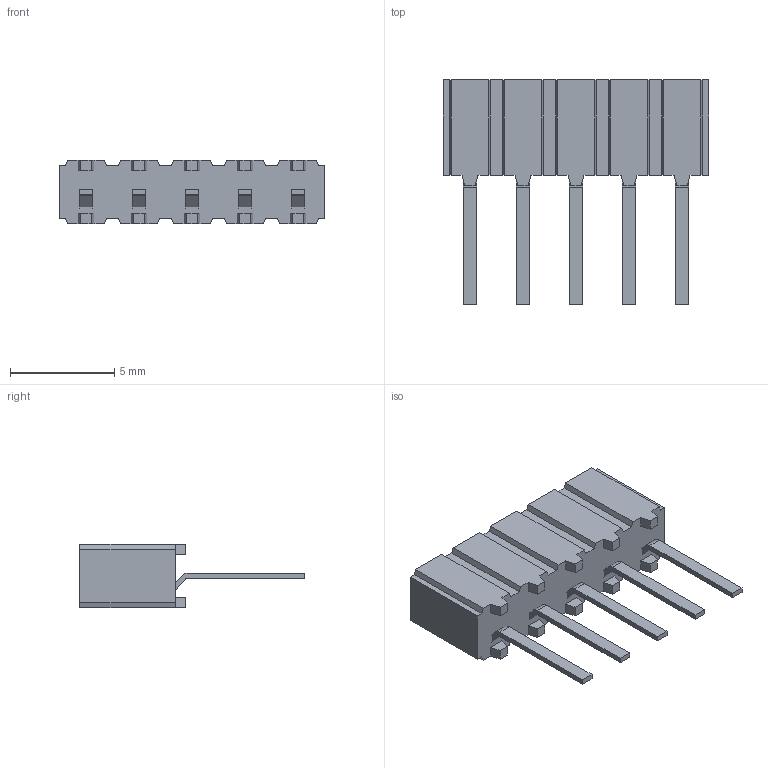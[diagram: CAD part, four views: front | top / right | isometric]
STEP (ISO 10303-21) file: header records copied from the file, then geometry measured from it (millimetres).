
FILE_DESCRIPTION(/* description */ ('STEP AP214'),/* implementation_level */ '2;1');
FILE_NAME(/* name */ 'CES-105-02-T-S',/* time_stamp */ '2024-07-11T04:09:23+02:00',/* author */ ('License CC BY-ND 4.0'),/* organization */ ('CADENAS'),/* preprocessor_version */ 'ST-DEVELOPER v19.3',/* originating_system */ 'PARTsolutions',/* authorisation */ ' ');
FILE_SCHEMA (('AUTOMOTIVE_DESIGN {1 0 10303 214 3 1 1}'));
Length unit declared in the file: inch
Products named in the file (4): CES-105-02-T-S; CES-105-01-S_socket; 010502TS; 010502TS2
Assembly tree (3 placements, depth 2):
  CES-105-02-T-S
    CES-105-01-S_socket
    010502TS
    010502TS2
Bounding box: 12.7 x 10.74 x 3.05 mm (x, y, z)
Volume: 257.9 mm3; surface area: 625.4 mm2
Topology: 3 solids, 3 shells, 193 faces, 516 edges, 344 vertices
Faces by surface type: plane 183, cylinder 10
Entity records: 6014 total; most frequent: CARTESIAN_POINT 1057, ORIENTED_EDGE 1032, DIRECTION 930, EDGE_CURVE 516, LINE 496, VECTOR 496, VERTEX_POINT 344, AXIS2_PLACEMENT_3D 217
